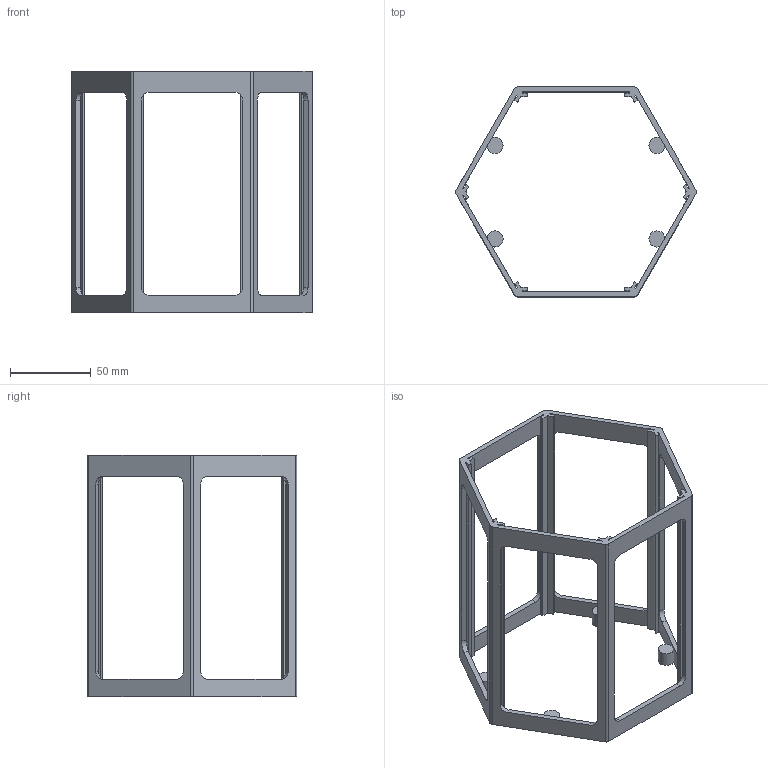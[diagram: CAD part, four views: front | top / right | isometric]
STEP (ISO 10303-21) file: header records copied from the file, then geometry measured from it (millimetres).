
FILE_DESCRIPTION(/* description */ (''),/* implementation_level */ '2;1');
FILE_NAME(/* name */ 'BodyV2.step',/* time_stamp */ '2023-01-01T08:38:05-07:00',/* author */ (''),/* organization */ (''),/* preprocessor_version */ 'ST-DEVELOPER v19.2',/* originating_system */ 'Autodesk Translation Framework v11.17.0.187',/* authorisation */ '');
FILE_SCHEMA (('AUTOMOTIVE_DESIGN { 1 0 10303 214 3 1 1 }'));
Length unit declared in the file: millimetre
Products named in the file (3): BodyV2; BodyV2 (1); PanelCutout
Assembly tree (7 placements, depth 2):
  BodyV2
    BodyV2 (1)
    PanelCutout  x6
Bounding box: 149.49 x 130 x 150 mm (x, y, z)
Volume: 77666.4 mm3; surface area: 62166.6 mm2
Topology: 5 solids, 5 shells, 137 faces, 369 edges, 246 vertices
Faces by surface type: plane 99, cylinder 34, cone 4
Full cylindrical faces by diameter (mm): 10 x3
Entity records: 4427 total; most frequent: CARTESIAN_POINT 762, DIRECTION 739, ORIENTED_EDGE 738, EDGE_CURVE 369, LINE 293, VECTOR 293, VERTEX_POINT 246, AXIS2_PLACEMENT_3D 223
